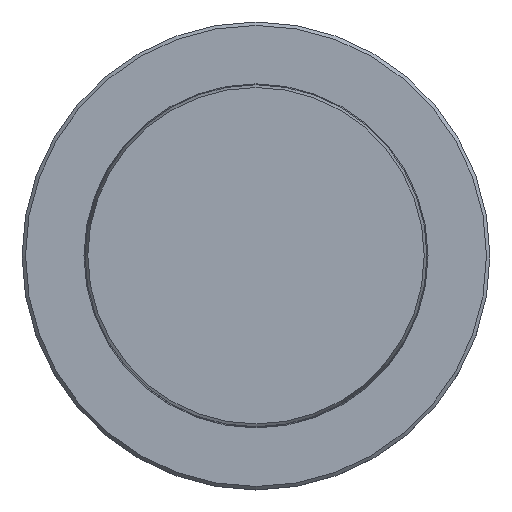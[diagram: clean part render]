
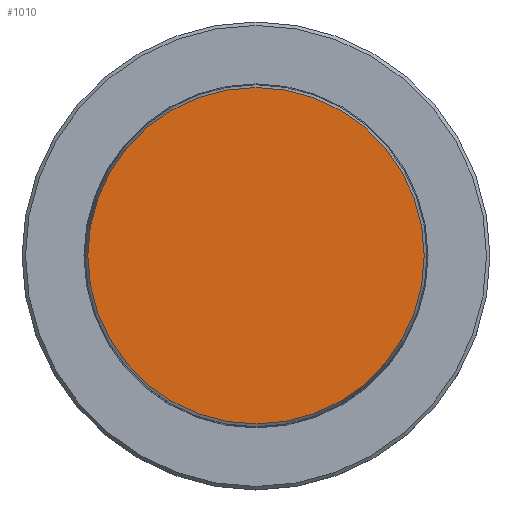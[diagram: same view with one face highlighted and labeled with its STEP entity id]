
A CAD part, top view. The second image highlights one B-rep face of the part: STEP entity #1010.
In plain terms, the highlighted planar face has unit normal (0, 0, 1).
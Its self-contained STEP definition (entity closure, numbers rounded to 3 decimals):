
#202=PLANE('',#5093);
#1010=ADVANCED_FACE('CU_VLE_SU_1',(#1341),#202,.T.);
#1341=FACE_OUTER_BOUND('',#1584,.T.);
#1584=EDGE_LOOP('',(#2321));
#2018=CIRCLE('',#5092,24.446);
#2321=ORIENTED_EDGE('',*,*,#4128,.T.);
#3635=VERTEX_POINT('',#7381);
#4128=EDGE_CURVE('',#3635,#3635,#2018,.T.);
#5092=AXIS2_PLACEMENT_3D('',#7380,#5728,#5729);
#5093=AXIS2_PLACEMENT_3D('',#7382,#5730,#5731);
#5728=DIRECTION('',(0.,0.,1.));
#5729=DIRECTION('',(1.,0.,0.));
#5730=DIRECTION('',(0.,0.,1.));
#5731=DIRECTION('',(1.,0.,0.));
#7380=CARTESIAN_POINT('',(0.,0.,18.));
#7381=CARTESIAN_POINT('',(24.446,0.,18.));
#7382=CARTESIAN_POINT('',(0.,0.,18.));
